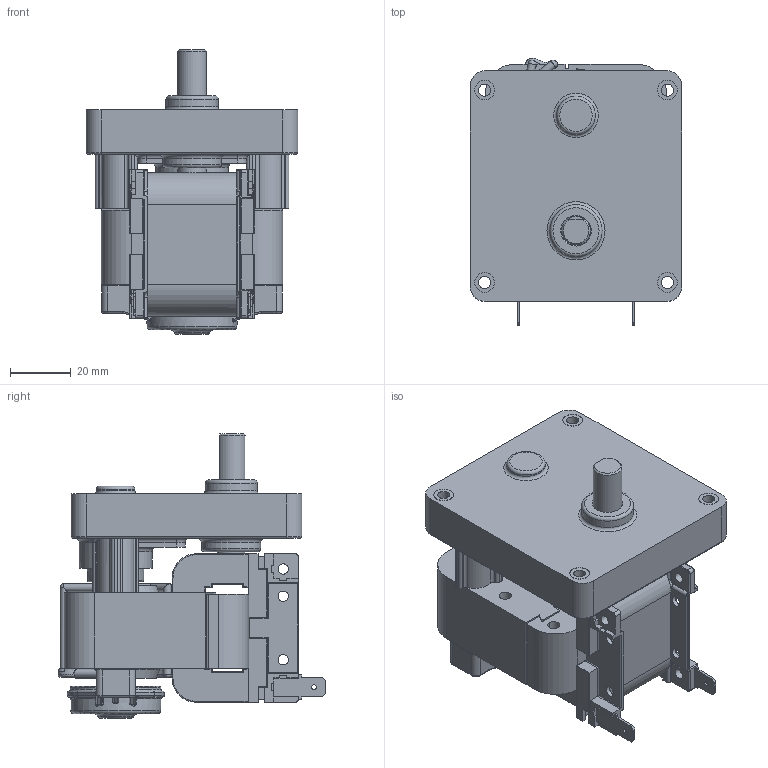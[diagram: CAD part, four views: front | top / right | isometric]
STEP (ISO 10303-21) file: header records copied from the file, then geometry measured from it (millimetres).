
FILE_DESCRIPTION((''),'2;1');
FILE_NAME('GEAR BOX SV Series.stp','2015-01-27T13:41:56',('jh-hong'),(''),'Autodesk Inventor 2012','Autodesk Inventor 2012','');
FILE_SCHEMA(('AUTOMOTIVE_DESIGN { 1 0 10303 214 1 1 1 1 }'));
Length unit declared in the file: millimetre
Products named in the file (1): 부품1
Bounding box: 69.85 x 88.41 x 93.95 mm (x, y, z)
Volume: 178476.7 mm3; surface area: 76210.3 mm2
Topology: 9 solids, 9 shells, 984 faces, 2537 edges, 1558 vertices
Faces by surface type: plane 425, cylinder 346, torus 99, bspline 59, cone 41, sphere 14
Full cylindrical faces by diameter (mm): 1.65 x2, 2.6 x14, 3.242 x2, 3.4 x8, 3.621 x2, 4 x10, 4.45 x1, 4.5 x2, 5 x2, 6 x1, 6.5 x4, 6.95 x4, 7 x4, 8 x2, 9 x2, 9.5 x3, 10 x1, 12.7 x1, 14.5 x1, 17.2 x1, 19.5 x1, 20.2 x1, 22 x1, 24 x1, 28.9 x1, 30 x1, 41.25 x1
Entity records: 32362 total; most frequent: CARTESIAN_POINT 9052, DIRECTION 4824, ORIENTED_EDGE 4724, EDGE_CURVE 2362, AXIS2_PLACEMENT_3D 1775, VERTEX_POINT 1519, VECTOR 1274, LINE 1274
